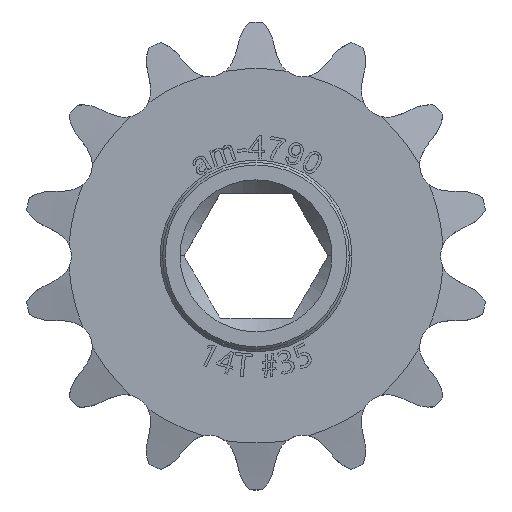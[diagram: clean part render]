
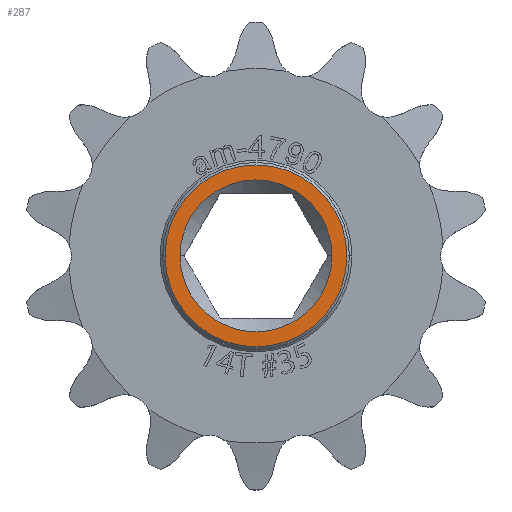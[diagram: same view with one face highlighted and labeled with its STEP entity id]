
A CAD part, top view. The second image highlights one B-rep face of the part: STEP entity #287.
In plain terms, the highlighted planar face has unit normal (0, 0, 1).
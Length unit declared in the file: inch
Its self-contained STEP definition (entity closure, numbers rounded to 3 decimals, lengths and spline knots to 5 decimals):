
#126 = CARTESIAN_POINT ( 'NONE',  ( 0.365, 0., 0.2475 ) ) ;
#287 = ADVANCED_FACE ( 'NONE', ( #5277, #15575 ), #1182, .T. ) ;
#983 = DIRECTION ( 'NONE',  ( 1., 0., 0. ) ) ;
#1182 = PLANE ( 'NONE',  #9792 ) ;
#1974 = CIRCLE ( 'NONE', #13476, 0.365 ) ;
#2169 = DIRECTION ( 'NONE',  ( 1., 0., 0. ) ) ;
#2842 = DIRECTION ( 'NONE',  ( 0., 0., 1. ) ) ;
#2845 = CARTESIAN_POINT ( 'NONE',  ( 0., 0., 0.2475 ) ) ;
#3071 = EDGE_LOOP ( 'NONE', ( #13422, #3757 ) ) ;
#3181 = AXIS2_PLACEMENT_3D ( 'NONE', #9715, #5874, #12397 ) ;
#3506 = EDGE_CURVE ( 'NONE', #6713, #14407, #9047, .T. ) ;
#3508 = DIRECTION ( 'NONE',  ( 0., 0., 1. ) ) ;
#3661 = DIRECTION ( 'NONE',  ( 0., 0., 1. ) ) ;
#3757 = ORIENTED_EDGE ( 'NONE', *, *, #11793, .T. ) ;
#3817 = EDGE_CURVE ( 'NONE', #6966, #11442, #11731, .T. ) ;
#3865 = DIRECTION ( 'NONE',  ( 0., 0., 1. ) ) ;
#4667 = CARTESIAN_POINT ( 'NONE',  ( -0.365, 0., 0.2475 ) ) ;
#5277 = FACE_BOUND ( 'NONE', #9734, .T. ) ;
#5331 = AXIS2_PLACEMENT_3D ( 'NONE', #7181, #3508, #2169 ) ;
#5367 = DIRECTION ( 'NONE',  ( 1., 0., 0. ) ) ;
#5874 = DIRECTION ( 'NONE',  ( 0., 0., 1. ) ) ;
#6231 = CARTESIAN_POINT ( 'NONE',  ( -0.305, 0., 0.2475 ) ) ;
#6713 = VERTEX_POINT ( 'NONE', #4667 ) ;
#6966 = VERTEX_POINT ( 'NONE', #11089 ) ;
#7181 = CARTESIAN_POINT ( 'NONE',  ( 0., 0., 0.2475 ) ) ;
#7860 = DIRECTION ( 'NONE',  ( 1., 0., 0. ) ) ;
#8747 = CARTESIAN_POINT ( 'NONE',  ( 0., 0., 0.2475 ) ) ;
#9047 = CIRCLE ( 'NONE', #3181, 0.365 ) ;
#9715 = CARTESIAN_POINT ( 'NONE',  ( 0., 0., 0.2475 ) ) ;
#9734 = EDGE_LOOP ( 'NONE', ( #12716, #13962 ) ) ;
#9792 = AXIS2_PLACEMENT_3D ( 'NONE', #14165, #2842, #7860 ) ;
#11089 = CARTESIAN_POINT ( 'NONE',  ( 0.305, 0., 0.2475 ) ) ;
#11442 = VERTEX_POINT ( 'NONE', #6231 ) ;
#11731 = CIRCLE ( 'NONE', #5331, 0.305 ) ;
#11793 = EDGE_CURVE ( 'NONE', #14407, #6713, #1974, .T. ) ;
#12397 = DIRECTION ( 'NONE',  ( 1., 0., 0. ) ) ;
#12716 = ORIENTED_EDGE ( 'NONE', *, *, #3817, .F. ) ;
#13422 = ORIENTED_EDGE ( 'NONE', *, *, #3506, .T. ) ;
#13476 = AXIS2_PLACEMENT_3D ( 'NONE', #2845, #3865, #5367 ) ;
#13504 = EDGE_CURVE ( 'NONE', #11442, #6966, #14589, .T. ) ;
#13962 = ORIENTED_EDGE ( 'NONE', *, *, #13504, .F. ) ;
#14165 = CARTESIAN_POINT ( 'NONE',  ( 0., 0., 0.2475 ) ) ;
#14407 = VERTEX_POINT ( 'NONE', #126 ) ;
#14589 = CIRCLE ( 'NONE', #15398, 0.305 ) ;
#15398 = AXIS2_PLACEMENT_3D ( 'NONE', #8747, #3661, #983 ) ;
#15575 = FACE_OUTER_BOUND ( 'NONE', #3071, .T. ) ;
